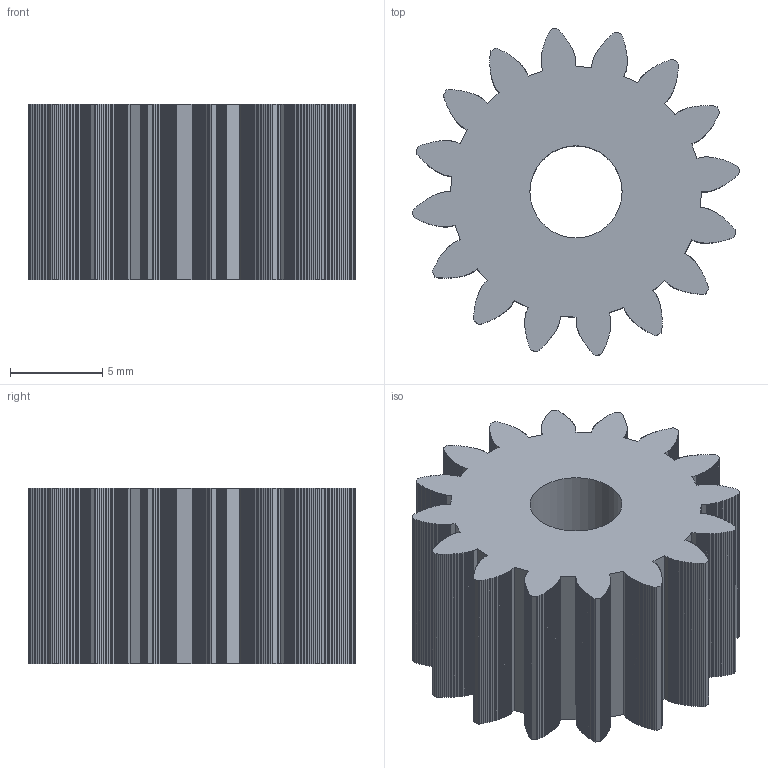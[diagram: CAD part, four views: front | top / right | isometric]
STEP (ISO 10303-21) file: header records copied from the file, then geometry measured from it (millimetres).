
FILE_DESCRIPTION(/* description */ (''),/* implementation_level */ '2;1');
FILE_NAME(/* name */ 'peeler_gear_s.step',/* time_stamp */ '2018-03-12T15:12:12+01:00',/* author */ (''),/* organization */ (''),/* preprocessor_version */ 'ST-DEVELOPER v16.13',/* originating_system */ 'Autodesk Translation Framework v6.5.0.72',/* authorisation */ '');
FILE_SCHEMA (('AUTOMOTIVE_DESIGN { 1 0 10303 214 3 1 1 }'));
Length unit declared in the file: millimetre
Products named in the file (1): peeler_gear_s
Bounding box: 17.74 x 17.74 x 9.51 mm (x, y, z)
Volume: 1653 mm3; surface area: 1400.4 mm2
Topology: 1 solids, 1 shells, 1187 faces, 3555 edges, 2370 vertices
Faces by surface type: plane 1186, cylinder 1
Full cylindrical faces by diameter (mm): 5 x1
Entity records: 39168 total; most frequent: CARTESIAN_POINT 7113, ORIENTED_EDGE 7110, DIRECTION 5933, EDGE_CURVE 3555, LINE 3553, VECTOR 3553, VERTEX_POINT 2370, AXIS2_PLACEMENT_3D 1190
